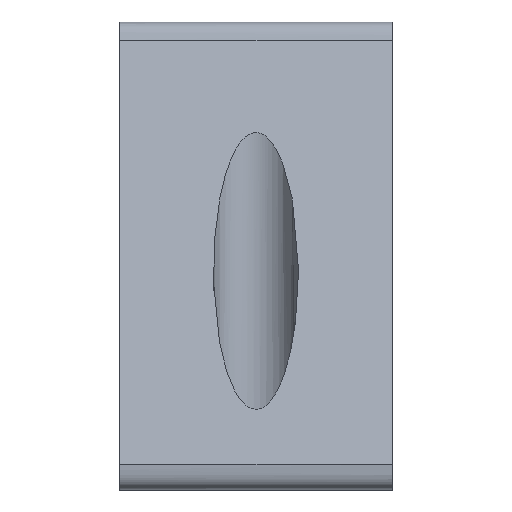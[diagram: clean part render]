
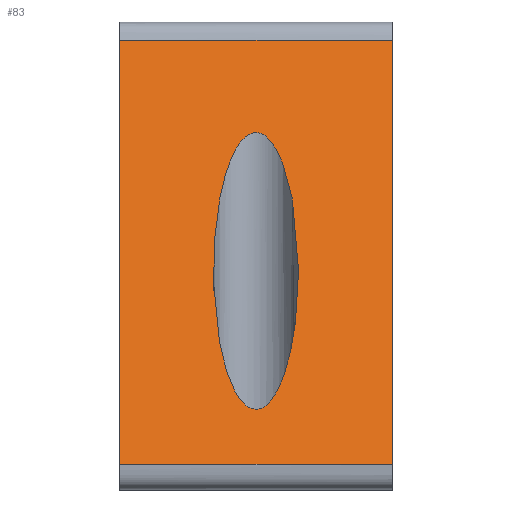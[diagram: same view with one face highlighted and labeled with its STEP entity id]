
A CAD part, front view. The second image highlights one B-rep face of the part: STEP entity #83.
In plain terms, the highlighted planar face has unit normal (0, -0.956, 0.294).
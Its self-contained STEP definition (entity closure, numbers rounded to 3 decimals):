
#31=FACE_BOUND('',#213,.T.);
#83=ADVANCED_FACE('',(#139,#31),#954,.T.);
#139=FACE_OUTER_BOUND('',#212,.T.);
#212=EDGE_LOOP('',(#475,#476,#477,#478));
#213=EDGE_LOOP('',(#479));
#475=ORIENTED_EDGE('',*,*,#647,.T.);
#476=ORIENTED_EDGE('',*,*,#591,.F.);
#477=ORIENTED_EDGE('',*,*,#586,.F.);
#478=ORIENTED_EDGE('',*,*,#590,.T.);
#479=ORIENTED_EDGE('',*,*,#611,.F.);
#586=EDGE_CURVE('',#860,#861,#697,.T.);
#590=EDGE_CURVE('',#860,#900,#699,.T.);
#591=EDGE_CURVE('',#861,#901,#700,.T.);
#611=EDGE_CURVE('',#871,#871,#704,.T.);
#647=EDGE_CURVE('',#900,#901,#725,.T.);
#697=B_SPLINE_CURVE_WITH_KNOTS('',1,(#1964,#1965),.UNSPECIFIED.,.F.,.F.,
(2,2),(108.,136.),.UNSPECIFIED.);
#699=B_SPLINE_CURVE_WITH_KNOTS('',1,(#1982,#1983),.UNSPECIFIED.,.F.,.F.,
(2,2),(0.,60.914),.UNSPECIFIED.);
#700=B_SPLINE_CURVE_WITH_KNOTS('',1,(#1984,#1985),.UNSPECIFIED.,.F.,.F.,
(2,2),(0.,60.914),.UNSPECIFIED.);
#704=B_SPLINE_CURVE_WITH_KNOTS('',3,(#2075,#2076,#2077,#2078,#2079,#2080,
#2081,#2082,#2083,#2084,#2085,#2086,#2087,#2088,#2089,#2090,#2091,#2092,
#2093,#2094,#2095,#2096,#2097,#2098,#2099,#2100,#2101,#2102,#2103,#2104,
#2105,#2106,#2107,#2108,#2109,#2110,#2111,#2112,#2113,#2114,#2115,#2116,
#2117,#2118,#2119,#2120,#2121,#2122,#2123,#2124,#2125,#2126,#2127),
 .UNSPECIFIED.,.T.,.F.,(4,2,2,2,2,2,3,2,2,2,2,2,3,2,2,2,2,2,3,2,2,2,2,2,
4),(0.,2.345,4.689,9.343,14.013,
16.415,18.74,21.065,23.468,28.137,
32.791,35.136,37.48,39.825,42.169,
46.823,51.493,53.895,56.22,58.546,
60.948,65.617,70.272,72.616,74.961),
 .UNSPECIFIED.);
#725=B_SPLINE_CURVE_WITH_KNOTS('',1,(#2354,#2355),.UNSPECIFIED.,.F.,.F.,
(2,2),(0.,32.),.UNSPECIFIED.);
#860=VERTEX_POINT('',#1470);
#861=VERTEX_POINT('',#1471);
#871=VERTEX_POINT('',#1481);
#900=VERTEX_POINT('',#1510);
#901=VERTEX_POINT('',#1511);
#954=PLANE('',#1072);
#1072=AXIS2_PLACEMENT_3D('',#1170,#1121,$);
#1121=DIRECTION('',(0.,-0.956,0.294));
#1170=CARTESIAN_POINT('',(-104.,-76.,0.181));
#1470=CARTESIAN_POINT('',(-104.,-76.,0.181));
#1471=CARTESIAN_POINT('',(-136.,-76.,0.181));
#1481=CARTESIAN_POINT('',(-115.,-69.,22.931));
#1510=CARTESIAN_POINT('',(-104.,-60.652,50.063));
#1511=CARTESIAN_POINT('',(-136.,-60.652,50.063));
#1964=CARTESIAN_POINT('',(-104.,-76.,0.181));
#1965=CARTESIAN_POINT('',(-136.,-76.,0.181));
#1982=CARTESIAN_POINT('',(-104.,-76.,0.181));
#1983=CARTESIAN_POINT('',(-104.,-60.652,50.063));
#1984=CARTESIAN_POINT('',(-136.,-76.,0.181));
#1985=CARTESIAN_POINT('',(-136.,-60.652,50.063));
#2075=CARTESIAN_POINT('',(-115.,-69.,22.931));
#2076=CARTESIAN_POINT('',(-115.,-68.778,23.651));
#2077=CARTESIAN_POINT('',(-115.015,-68.556,24.374));
#2078=CARTESIAN_POINT('',(-115.074,-68.113,25.814));
#2079=CARTESIAN_POINT('',(-115.119,-67.891,26.536));
#2080=CARTESIAN_POINT('',(-115.301,-67.231,28.68));
#2081=CARTESIAN_POINT('',(-115.49,-66.783,30.138));
#2082=CARTESIAN_POINT('',(-116.032,-65.915,32.957));
#2083=CARTESIAN_POINT('',(-116.42,-65.444,34.487));
#2084=CARTESIAN_POINT('',(-117.237,-64.818,36.521));
#2085=CARTESIAN_POINT('',(-117.594,-64.591,37.261));
#2086=CARTESIAN_POINT('',(-118.462,-64.22,38.467));
#2087=CARTESIAN_POINT('',(-119.141,-64.,39.181));
#2088=CARTESIAN_POINT('',(-120.,-64.,39.181));
#2089=CARTESIAN_POINT('',(-120.859,-64.,39.181));
#2090=CARTESIAN_POINT('',(-121.538,-64.22,38.467));
#2091=CARTESIAN_POINT('',(-122.406,-64.591,37.261));
#2092=CARTESIAN_POINT('',(-122.763,-64.818,36.521));
#2093=CARTESIAN_POINT('',(-123.58,-65.444,34.487));
#2094=CARTESIAN_POINT('',(-123.968,-65.915,32.957));
#2095=CARTESIAN_POINT('',(-124.51,-66.783,30.138));
#2096=CARTESIAN_POINT('',(-124.699,-67.231,28.68));
#2097=CARTESIAN_POINT('',(-124.881,-67.891,26.536));
#2098=CARTESIAN_POINT('',(-124.926,-68.113,25.814));
#2099=CARTESIAN_POINT('',(-124.985,-68.556,24.374));
#2100=CARTESIAN_POINT('',(-125.,-68.778,23.651));
#2101=CARTESIAN_POINT('',(-125.,-69.,22.931));
#2102=CARTESIAN_POINT('',(-125.,-69.222,22.21));
#2103=CARTESIAN_POINT('',(-124.985,-69.444,21.488));
#2104=CARTESIAN_POINT('',(-124.926,-69.887,20.048));
#2105=CARTESIAN_POINT('',(-124.881,-70.109,19.326));
#2106=CARTESIAN_POINT('',(-124.699,-70.769,17.182));
#2107=CARTESIAN_POINT('',(-124.51,-71.217,15.724));
#2108=CARTESIAN_POINT('',(-123.968,-72.085,12.905));
#2109=CARTESIAN_POINT('',(-123.58,-72.556,11.375));
#2110=CARTESIAN_POINT('',(-122.763,-73.182,9.341));
#2111=CARTESIAN_POINT('',(-122.406,-73.409,8.6));
#2112=CARTESIAN_POINT('',(-121.538,-73.78,7.395));
#2113=CARTESIAN_POINT('',(-120.859,-74.,6.681));
#2114=CARTESIAN_POINT('',(-120.,-74.,6.681));
#2115=CARTESIAN_POINT('',(-119.141,-74.,6.681));
#2116=CARTESIAN_POINT('',(-118.462,-73.78,7.395));
#2117=CARTESIAN_POINT('',(-117.594,-73.409,8.6));
#2118=CARTESIAN_POINT('',(-117.237,-73.182,9.341));
#2119=CARTESIAN_POINT('',(-116.42,-72.556,11.375));
#2120=CARTESIAN_POINT('',(-116.032,-72.085,12.905));
#2121=CARTESIAN_POINT('',(-115.49,-71.217,15.724));
#2122=CARTESIAN_POINT('',(-115.301,-70.769,17.182));
#2123=CARTESIAN_POINT('',(-115.119,-70.109,19.326));
#2124=CARTESIAN_POINT('',(-115.074,-69.887,20.048));
#2125=CARTESIAN_POINT('',(-115.015,-69.444,21.488));
#2126=CARTESIAN_POINT('',(-115.,-69.222,22.21));
#2127=CARTESIAN_POINT('',(-115.,-69.,22.931));
#2354=CARTESIAN_POINT('',(-104.,-60.652,50.063));
#2355=CARTESIAN_POINT('',(-136.,-60.652,50.063));
